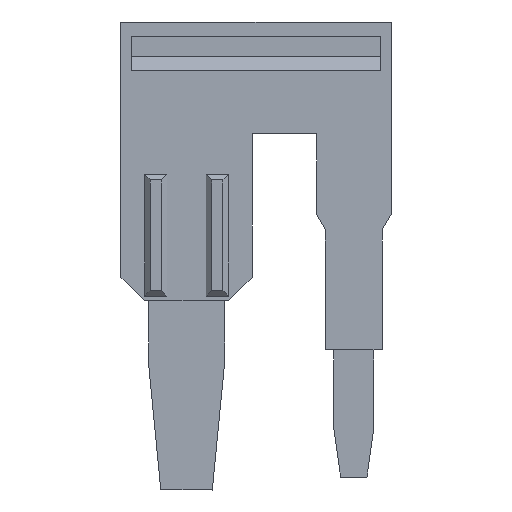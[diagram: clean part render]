
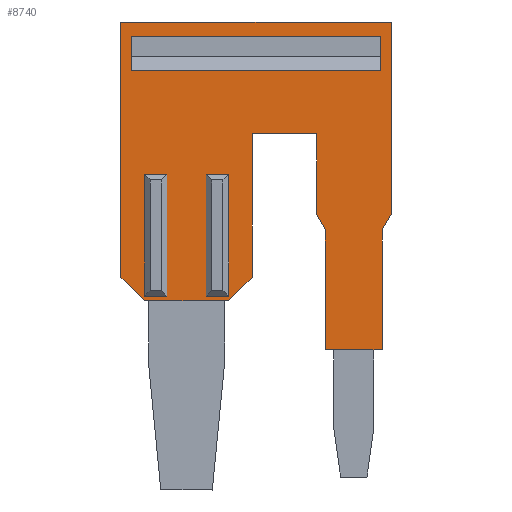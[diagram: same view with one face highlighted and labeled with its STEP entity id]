
A CAD part, front view. The second image highlights one B-rep face of the part: STEP entity #8740.
In plain terms, the highlighted face is planar.
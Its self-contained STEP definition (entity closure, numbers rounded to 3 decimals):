
#570=CARTESIAN_POINT('',(5.607,-17.125,
51.04));
#580=VERTEX_POINT('',#570);
#750=CARTESIAN_POINT('',(5.607,-9.075,
51.04));
#760=VERTEX_POINT('',#750);
#790=CARTESIAN_POINT('',(5.607,-12.305,51.04));
#800=DIRECTION('',(0.,-1.,0.));
#810=VECTOR('',#800,1.);
#820=LINE('',#790,#810);
#830=EDGE_CURVE('',#760,#580,#820,.T.);
#3110=CARTESIAN_POINT('',(5.607,-12.305,55.96));
#3120=DIRECTION('',(0.,1.,0.));
#3130=VECTOR('',#3120,1.);
#3140=LINE('',#3110,#3130);
#3150=CARTESIAN_POINT('',(5.607,-12.242,
55.96));
#3160=VERTEX_POINT('',#3150);
#3170=CARTESIAN_POINT('',(5.607,-2.625,
55.96));
#3180=VERTEX_POINT('',#3170);
#3190=EDGE_CURVE('',#3160,#3180,#3140,.T.);
#3550=CARTESIAN_POINT('',(5.607,-13.825,
57.543));
#3560=VERTEX_POINT('',#3550);
#3590=CARTESIAN_POINT('',(5.607,-3.357,47.075))
;
#3600=DIRECTION('',(0.,0.707,
-0.707));
#3610=VECTOR('',#3600,1.);
#3620=LINE('',#3590,#3610);
#3630=EDGE_CURVE('',#3560,#3160,#3620,.T.);
#3800=CARTESIAN_POINT('',(5.607,-12.305,49.105))
;
#3810=DIRECTION('',(0.,-0.866,
0.5));
#3820=VECTOR('',#3810,1.);
#3830=LINE('',#3800,#3820);
#3840=CARTESIAN_POINT('',(5.607,-8.036,
46.64));
#3850=VERTEX_POINT('',#3840);
#3860=CARTESIAN_POINT('',(5.607,-9.075,
47.24));
#3870=VERTEX_POINT('',#3860);
#3880=EDGE_CURVE('',#3850,#3870,#3830,.T.);
#4530=CARTESIAN_POINT('',(5.607,-17.125,47.075))
;
#4540=DIRECTION('',(0.,0.,1.));
#4550=VECTOR('',#4540,1.);
#4560=LINE('',#4530,#4550);
#4570=CARTESIAN_POINT('',(5.607,-17.125,
47.24));
#4580=VERTEX_POINT('',#4570);
#4590=EDGE_CURVE('',#4580,#580,#4560,.T.);
#4870=CARTESIAN_POINT('',(5.607,-12.242,
64.76));
#4880=VERTEX_POINT('',#4870);
#4960=CARTESIAN_POINT('',(5.607,4.875,
64.76));
#4970=VERTEX_POINT('',#4960);
#5000=CARTESIAN_POINT('',(5.607,-12.305,64.76))
;
#5010=DIRECTION('',(0.,-1.,0.));
#5020=VECTOR('',#5010,1.);
#5030=LINE('',#5000,#5020);
#5040=EDGE_CURVE('',#4970,#4880,#5030,.T.);
#5220=CARTESIAN_POINT('',(5.607,-12.305,46.64))
;
#5230=DIRECTION('',(0.,-1.,0.));
#5240=VECTOR('',#5230,1.);
#5250=LINE('',#5220,#5240);
#5260=CARTESIAN_POINT('',(5.607,4.875,
46.64));
#5270=VERTEX_POINT('',#5260);
#5280=EDGE_CURVE('',#5270,#3850,#5250,.T.);
#5530=CARTESIAN_POINT('',(5.607,-12.305,47.24))
;
#5540=DIRECTION('',(0.,-1.,0.));
#5550=VECTOR('',#5540,1.);
#5560=LINE('',#5530,#5550);
#5570=EDGE_CURVE('',#3870,#4580,#5560,.T.);
#5780=CARTESIAN_POINT('',(5.607,-12.305,64.697))
;
#5790=DIRECTION('',(0.,-0.707,
-0.707));
#5800=VECTOR('',#5790,1.);
#5810=LINE('',#5780,#5800);
#5820=CARTESIAN_POINT('',(5.607,-13.825,
63.177));
#5830=VERTEX_POINT('',#5820);
#5840=EDGE_CURVE('',#4880,#5830,#5810,.T.);
#6100=CARTESIAN_POINT('',(5.607,-13.825,47.075))
;
#6110=DIRECTION('',(0.,0.,-1.));
#6120=VECTOR('',#6110,1.);
#6130=LINE('',#6100,#6120);
#6140=EDGE_CURVE('',#5830,#3560,#6130,.T.);
#6690=CARTESIAN_POINT('',(5.607,-2.625,
51.64));
#6700=VERTEX_POINT('',#6690);
#6730=CARTESIAN_POINT('',(5.607,-12.305,51.64))
;
#6740=DIRECTION('',(0.,1.,0.));
#6750=VECTOR('',#6740,1.);
#6760=LINE('',#6730,#6750);
#6770=CARTESIAN_POINT('',(5.607,-8.036,
51.64));
#6780=VERTEX_POINT('',#6770);
#6790=EDGE_CURVE('',#6780,#6700,#6760,.T.);
#7030=CARTESIAN_POINT('',(5.607,-2.625,47.075));
#7040=DIRECTION('',(0.,0.,-1.));
#7050=VECTOR('',#7040,1.);
#7060=LINE('',#7030,#7050);
#7070=EDGE_CURVE('',#3180,#6700,#7060,.T.);
#7300=CARTESIAN_POINT('',(5.607,-12.305,49.175))
;
#7310=DIRECTION('',(0.,0.866,
0.5));
#7320=VECTOR('',#7310,1.);
#7330=LINE('',#7300,#7320);
#7340=EDGE_CURVE('',#760,#6780,#7330,.T.);
#7460=CARTESIAN_POINT('',(5.607,-5.108,
61.575));
#7470=DIRECTION('',(1.,0.,0.));
#7480=DIRECTION('',(0.,1.,0.));
#7490=AXIS2_PLACEMENT_3D('',#7460,#7470,#7480);
#7500=PLANE('',#7490);
#7510=ORIENTED_EDGE('',*,*,#3630,.T.);
#7520=ORIENTED_EDGE('',*,*,#6140,.T.);
#7530=ORIENTED_EDGE('',*,*,#5840,.T.);
#7540=ORIENTED_EDGE('',*,*,#5040,.T.);
#7550=CARTESIAN_POINT('',(5.607,4.875,
47.075));
#7560=DIRECTION('',(0.,0.,-1.));
#7570=VECTOR('',#7560,1.);
#7580=LINE('',#7550,#7570);
#7590=EDGE_CURVE('',#4970,#5270,#7580,.T.);
#7600=ORIENTED_EDGE('',*,*,#7590,.F.);
#7610=ORIENTED_EDGE('',*,*,#5280,.F.);
#7620=ORIENTED_EDGE('',*,*,#3880,.F.);
#7630=ORIENTED_EDGE('',*,*,#5570,.F.);
#7640=ORIENTED_EDGE('',*,*,#4590,.F.);
#7650=ORIENTED_EDGE('',*,*,#830,.T.);
#7660=ORIENTED_EDGE('',*,*,#7340,.F.);
#7670=ORIENTED_EDGE('',*,*,#6790,.F.);
#7680=ORIENTED_EDGE('',*,*,#7070,.T.);
#7690=ORIENTED_EDGE('',*,*,#3190,.T.);
#7700=EDGE_LOOP('',(#7690,#7680,#7670,#7660,#7650,#7640,#7630,#7620,
#7610,#7600,#7540,#7530,#7520,#7510));
#7710=FACE_OUTER_BOUND('',#7700,.T.);
#7720=CARTESIAN_POINT('',(5.607,-12.305,57.543))
;
#7730=DIRECTION('',(0.,1.,0.));
#7740=VECTOR('',#7730,1.);
#7750=LINE('',#7720,#7740);
#7760=CARTESIAN_POINT('',(5.607,-13.524,
57.543));
#7770=VERTEX_POINT('',#7760);
#7780=CARTESIAN_POINT('',(5.607,-5.35,
57.543));
#7790=VERTEX_POINT('',#7780);
#7800=EDGE_CURVE('',#7770,#7790,#7750,.T.);
#7810=ORIENTED_EDGE('',*,*,#7800,.F.);
#7820=CARTESIAN_POINT('',(5.607,-5.35,47.075))
;
#7830=DIRECTION('',(0.,0.,-1.));
#7840=VECTOR('',#7830,1.);
#7850=LINE('',#7820,#7840);
#7860=CARTESIAN_POINT('',(5.607,-5.35,
59.043));
#7870=VERTEX_POINT('',#7860);
#7880=EDGE_CURVE('',#7870,#7790,#7850,.T.);
#7890=ORIENTED_EDGE('',*,*,#7880,.T.);
#7900=CARTESIAN_POINT('',(5.607,-12.305,59.043))
;
#7910=DIRECTION('',(0.,1.,0.));
#7920=VECTOR('',#7910,1.);
#7930=LINE('',#7900,#7920);
#7940=CARTESIAN_POINT('',(5.607,-13.524,
59.043));
#7950=VERTEX_POINT('',#7940);
#7960=EDGE_CURVE('',#7950,#7870,#7930,.T.);
#7970=ORIENTED_EDGE('',*,*,#7960,.T.);
#7980=CARTESIAN_POINT('',(5.607,-13.524,47.075))
;
#7990=DIRECTION('',(0.,0.,1.));
#8000=VECTOR('',#7990,1.);
#8010=LINE('',#7980,#8000);
#8020=EDGE_CURVE('',#7770,#7950,#8010,.T.);
#8030=ORIENTED_EDGE('',*,*,#8020,.T.);
#8040=EDGE_LOOP('',(#8030,#7970,#7890,#7810));
#8050=FACE_BOUND('',#8040,.T.);
#8060=CARTESIAN_POINT('',(5.607,-5.35,47.075))
;
#8070=DIRECTION('',(0.,0.,-1.));
#8080=VECTOR('',#8070,1.);
#8090=LINE('',#8060,#8080);
#8100=CARTESIAN_POINT('',(5.607,-5.35,
63.177));
#8110=VERTEX_POINT('',#8100);
#8120=CARTESIAN_POINT('',(5.607,-5.35,
61.677));
#8130=VERTEX_POINT('',#8120);
#8140=EDGE_CURVE('',#8110,#8130,#8090,.T.);
#8150=ORIENTED_EDGE('',*,*,#8140,.T.);
#8160=CARTESIAN_POINT('',(5.607,-12.305,63.177))
;
#8170=DIRECTION('',(0.,1.,0.));
#8180=VECTOR('',#8170,1.);
#8190=LINE('',#8160,#8180);
#8200=CARTESIAN_POINT('',(5.607,-13.524,
63.177));
#8210=VERTEX_POINT('',#8200);
#8220=EDGE_CURVE('',#8210,#8110,#8190,.T.);
#8230=ORIENTED_EDGE('',*,*,#8220,.T.);
#8240=CARTESIAN_POINT('',(5.607,-13.524,47.075))
;
#8250=DIRECTION('',(0.,0.,1.));
#8260=VECTOR('',#8250,1.);
#8270=LINE('',#8240,#8260);
#8280=CARTESIAN_POINT('',(5.607,-13.524,
61.677));
#8290=VERTEX_POINT('',#8280);
#8300=EDGE_CURVE('',#8290,#8210,#8270,.T.);
#8310=ORIENTED_EDGE('',*,*,#8300,.T.);
#8320=CARTESIAN_POINT('',(5.607,-12.305,61.677))
;
#8330=DIRECTION('',(0.,1.,0.));
#8340=VECTOR('',#8330,1.);
#8350=LINE('',#8320,#8340);
#8360=EDGE_CURVE('',#8290,#8130,#8350,.T.);
#8370=ORIENTED_EDGE('',*,*,#8360,.F.);
#8380=EDGE_LOOP('',(#8370,#8310,#8230,#8150));
#8390=FACE_BOUND('',#8380,.T.);
#8400=CARTESIAN_POINT('',(5.607,-12.305,64.06));
#8410=DIRECTION('',(0.,1.,0.));
#8420=VECTOR('',#8410,1.);
#8430=LINE('',#8400,#8420);
#8440=CARTESIAN_POINT('',(5.607,1.633,
64.06));
#8450=VERTEX_POINT('',#8440);
#8460=CARTESIAN_POINT('',(5.607,3.875,
64.06));
#8470=VERTEX_POINT('',#8460);
#8480=EDGE_CURVE('',#8450,#8470,#8430,.T.);
#8490=ORIENTED_EDGE('',*,*,#8480,.T.);
#8500=CARTESIAN_POINT('',(5.607,1.633,
47.075));
#8510=DIRECTION('',(0.,0.,1.));
#8520=VECTOR('',#8510,1.);
#8530=LINE('',#8500,#8520);
#8540=CARTESIAN_POINT('',(5.607,1.633,
47.34));
#8550=VERTEX_POINT('',#8540);
#8560=EDGE_CURVE('',#8550,#8450,#8530,.T.);
#8570=ORIENTED_EDGE('',*,*,#8560,.T.);
#8580=CARTESIAN_POINT('',(5.607,-12.305,47.34))
;
#8590=DIRECTION('',(0.,1.,0.));
#8600=VECTOR('',#8590,1.);
#8610=LINE('',#8580,#8600);
#8620=CARTESIAN_POINT('',(5.607,3.875,
47.34));
#8630=VERTEX_POINT('',#8620);
#8640=EDGE_CURVE('',#8550,#8630,#8610,.T.);
#8650=ORIENTED_EDGE('',*,*,#8640,.F.);
#8660=CARTESIAN_POINT('',(5.607,3.875,
47.075));
#8670=DIRECTION('',(0.,0.,1.));
#8680=VECTOR('',#8670,1.);
#8690=LINE('',#8660,#8680);
#8700=EDGE_CURVE('',#8630,#8470,#8690,.T.);
#8710=ORIENTED_EDGE('',*,*,#8700,.F.);
#8720=EDGE_LOOP('',(#8710,#8650,#8570,#8490));
#8730=FACE_BOUND('',#8720,.T.);
#8740=ADVANCED_FACE('',(#7710,#8050,#8390,#8730),#7500,.T.);
